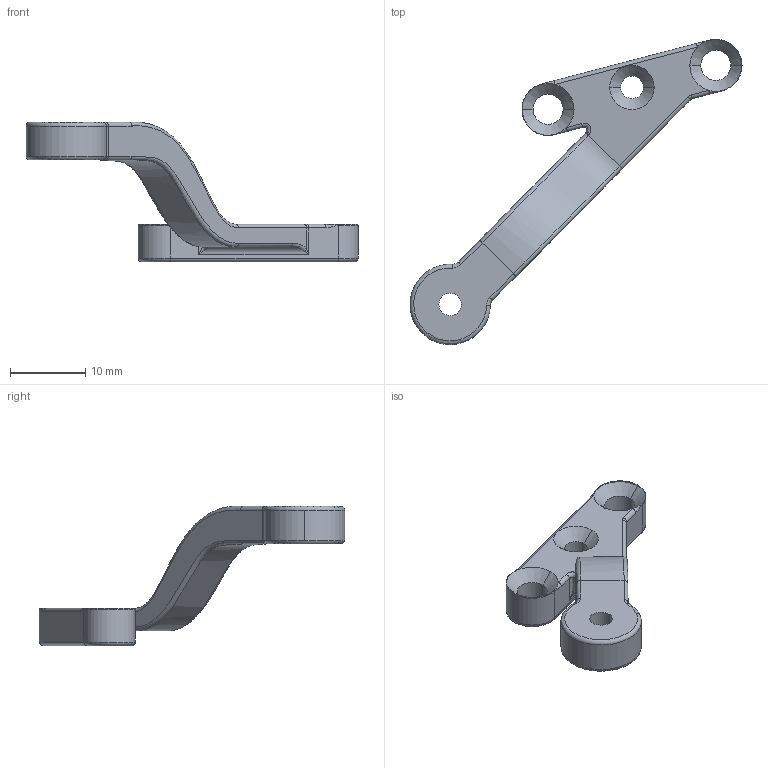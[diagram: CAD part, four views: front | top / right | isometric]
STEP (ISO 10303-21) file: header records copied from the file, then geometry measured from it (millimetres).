
FILE_DESCRIPTION (( 'STEP AP203' ), '1' );
FILE_NAME ('support amortisseur sur moteur.STEP', '2021-02-27T06:55:45', ( 'fabrice' ), ( '' ), 'SwSTEP 2.0', 'SolidWorks 2016', '' );
FILE_SCHEMA (( 'CONFIG_CONTROL_DESIGN' ));
Length unit declared in the file: millimetre
Products named in the file (1): support amortisseur sur moteur
Bounding box: 44.13 x 40.6 x 18.56 mm (x, y, z)
Volume: 2170.9 mm3; surface area: 1842.9 mm2
Topology: 1 solids, 1 shells, 77 faces, 194 edges, 116 vertices
Faces by surface type: cylinder 29, bspline 18, torus 15, plane 9, cone 6
Entity records: 3466 total; most frequent: CARTESIAN_POINT 1597, ORIENTED_EDGE 386, DIRECTION 379, EDGE_CURVE 193, AXIS2_PLACEMENT_3D 161, VERTEX_POINT 116, CIRCLE 101, EDGE_LOOP 83
